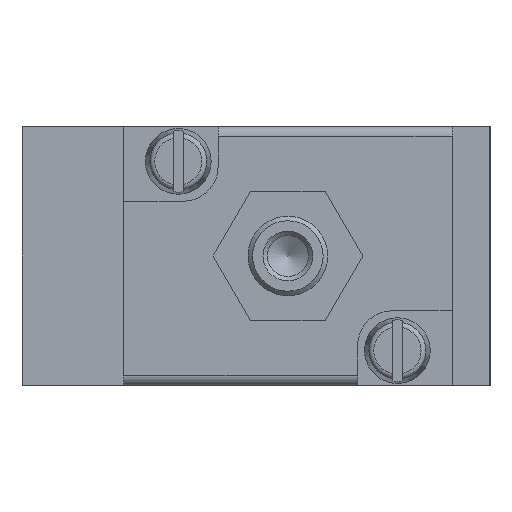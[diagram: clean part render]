
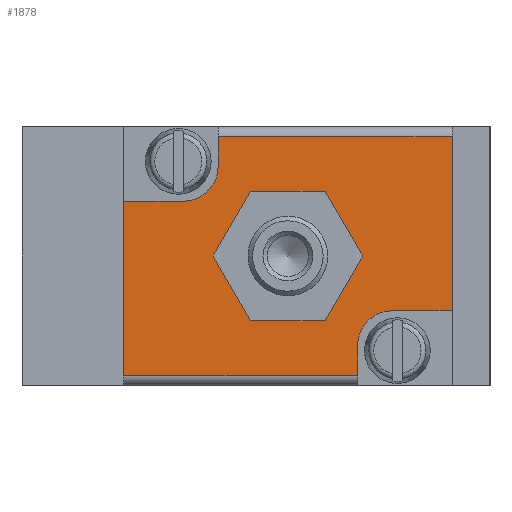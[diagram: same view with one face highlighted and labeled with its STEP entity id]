
A CAD part, left-side view. The second image highlights one B-rep face of the part: STEP entity #1878.
In plain terms, the highlighted planar face has unit normal (-1, 0, 0).
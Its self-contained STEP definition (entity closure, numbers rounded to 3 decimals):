
#105=CIRCLE('',#2027,3.5);
#106=CIRCLE('',#2028,3.5);
#220=ORIENTED_EDGE('',*,*,#726,.F.);
#221=ORIENTED_EDGE('',*,*,#727,.F.);
#222=ORIENTED_EDGE('',*,*,#728,.F.);
#223=ORIENTED_EDGE('',*,*,#729,.F.);
#224=ORIENTED_EDGE('',*,*,#730,.T.);
#225=ORIENTED_EDGE('',*,*,#731,.F.);
#226=ORIENTED_EDGE('',*,*,#732,.F.);
#227=ORIENTED_EDGE('',*,*,#733,.F.);
#228=ORIENTED_EDGE('',*,*,#734,.T.);
#229=ORIENTED_EDGE('',*,*,#735,.F.);
#230=ORIENTED_EDGE('',*,*,#736,.F.);
#231=ORIENTED_EDGE('',*,*,#737,.F.);
#232=ORIENTED_EDGE('',*,*,#738,.F.);
#233=ORIENTED_EDGE('',*,*,#739,.F.);
#234=ORIENTED_EDGE('',*,*,#740,.F.);
#235=ORIENTED_EDGE('',*,*,#741,.F.);
#726=EDGE_CURVE('',#975,#976,#1140,.T.);
#727=EDGE_CURVE('',#977,#975,#105,.F.);
#728=EDGE_CURVE('',#978,#977,#1141,.T.);
#729=EDGE_CURVE('',#979,#978,#1142,.T.);
#730=EDGE_CURVE('',#979,#980,#1143,.T.);
#731=EDGE_CURVE('',#981,#980,#1144,.T.);
#732=EDGE_CURVE('',#982,#981,#106,.F.);
#733=EDGE_CURVE('',#983,#982,#1145,.T.);
#734=EDGE_CURVE('',#983,#984,#1146,.T.);
#735=EDGE_CURVE('',#976,#984,#1147,.T.);
#736=EDGE_CURVE('',#985,#986,#1148,.T.);
#737=EDGE_CURVE('',#987,#985,#1149,.T.);
#738=EDGE_CURVE('',#988,#987,#1150,.T.);
#739=EDGE_CURVE('',#989,#988,#1151,.T.);
#740=EDGE_CURVE('',#990,#989,#1152,.T.);
#741=EDGE_CURVE('',#986,#990,#1153,.T.);
#975=VERTEX_POINT('',#2900);
#976=VERTEX_POINT('',#2901);
#977=VERTEX_POINT('',#2903);
#978=VERTEX_POINT('',#2905);
#979=VERTEX_POINT('',#2907);
#980=VERTEX_POINT('',#2909);
#981=VERTEX_POINT('',#2911);
#982=VERTEX_POINT('',#2913);
#983=VERTEX_POINT('',#2915);
#984=VERTEX_POINT('',#2917);
#985=VERTEX_POINT('',#2920);
#986=VERTEX_POINT('',#2921);
#987=VERTEX_POINT('',#2923);
#988=VERTEX_POINT('',#2925);
#989=VERTEX_POINT('',#2927);
#990=VERTEX_POINT('',#2929);
#1140=LINE('',#2899,#1294);
#1141=LINE('',#2904,#1295);
#1142=LINE('',#2906,#1296);
#1143=LINE('',#2908,#1297);
#1144=LINE('',#2910,#1298);
#1145=LINE('',#2914,#1299);
#1146=LINE('',#2916,#1300);
#1147=LINE('',#2918,#1301);
#1148=LINE('',#2919,#1302);
#1149=LINE('',#2922,#1303);
#1150=LINE('',#2924,#1304);
#1151=LINE('',#2926,#1305);
#1152=LINE('',#2928,#1306);
#1153=LINE('',#2930,#1307);
#1294=VECTOR('',#2265,1000.);
#1295=VECTOR('',#2268,1000.);
#1296=VECTOR('',#2269,1000.);
#1297=VECTOR('',#2270,1000.);
#1298=VECTOR('',#2271,1000.);
#1299=VECTOR('',#2274,1000.);
#1300=VECTOR('',#2275,1000.);
#1301=VECTOR('',#2276,1000.);
#1302=VECTOR('',#2277,1000.);
#1303=VECTOR('',#2278,1000.);
#1304=VECTOR('',#2279,1000.);
#1305=VECTOR('',#2280,1000.);
#1306=VECTOR('',#2281,1000.);
#1307=VECTOR('',#2282,1000.);
#1456=EDGE_LOOP('',(#220,#221,#222,#223,#224,#225,#226,#227,#228,#229));
#1457=EDGE_LOOP('',(#230,#231,#232,#233,#234,#235));
#1632=FACE_BOUND('',#1456,.T.);
#1633=FACE_BOUND('',#1457,.T.);
#1802=PLANE('',#2026);
#1878=ADVANCED_FACE('',(#1632,#1633),#1802,.F.);
#2026=AXIS2_PLACEMENT_3D('',#2898,#2263,#2264);
#2027=AXIS2_PLACEMENT_3D('',#2902,#2266,#2267);
#2028=AXIS2_PLACEMENT_3D('',#2912,#2272,#2273);
#2263=DIRECTION('',(1.,0.,0.));
#2264=DIRECTION('',(0.,0.,-1.));
#2265=DIRECTION('',(0.,0.,1.));
#2266=DIRECTION('',(1.,0.,0.));
#2267=DIRECTION('',(0.,0.,-1.));
#2268=DIRECTION('',(0.,-1.,0.));
#2269=DIRECTION('',(0.,0.,1.));
#2270=DIRECTION('',(0.,-1.,0.));
#2271=DIRECTION('',(0.,0.,-1.));
#2272=DIRECTION('',(1.,0.,0.));
#2273=DIRECTION('',(0.,0.,-1.));
#2274=DIRECTION('',(0.,1.,0.));
#2275=DIRECTION('',(0.,0.,1.));
#2276=DIRECTION('',(0.,-1.,0.));
#2277=DIRECTION('',(0.,1.,0.));
#2278=DIRECTION('',(0.,0.5,0.866));
#2279=DIRECTION('',(0.,-0.5,0.866));
#2280=DIRECTION('',(0.,-1.,0.));
#2281=DIRECTION('',(0.,-0.5,-0.866));
#2282=DIRECTION('',(0.,0.5,-0.866));
#2898=CARTESIAN_POINT('',(-63.,36.8,-12.));
#2899=CARTESIAN_POINT('',(-63.,27.3,-12.));
#2900=CARTESIAN_POINT('',(-63.,27.3,9.));
#2901=CARTESIAN_POINT('',(-63.,27.3,12.));
#2902=CARTESIAN_POINT('',(-63.,30.8,9.));
#2903=CARTESIAN_POINT('',(-63.,30.8,5.5));
#2904=CARTESIAN_POINT('',(-63.,36.8,5.5));
#2905=CARTESIAN_POINT('',(-63.,36.8,5.5));
#2906=CARTESIAN_POINT('',(-63.,36.8,-12.));
#2907=CARTESIAN_POINT('',(-63.,36.8,-12.));
#2908=CARTESIAN_POINT('',(-63.,36.8,-12.));
#2909=CARTESIAN_POINT('',(-63.,13.3,-12.));
#2910=CARTESIAN_POINT('',(-63.,13.3,-12.));
#2911=CARTESIAN_POINT('',(-63.,13.3,-9.));
#2912=CARTESIAN_POINT('',(-63.,9.8,-9.));
#2913=CARTESIAN_POINT('',(-63.,9.8,-5.5));
#2914=CARTESIAN_POINT('',(-63.,36.8,-5.5));
#2915=CARTESIAN_POINT('',(-63.,3.8,-5.5));
#2916=CARTESIAN_POINT('',(-63.,3.8,-12.));
#2917=CARTESIAN_POINT('',(-63.,3.8,12.));
#2918=CARTESIAN_POINT('',(-63.,36.8,12.));
#2919=CARTESIAN_POINT('',(-63.,36.8,6.5));
#2920=CARTESIAN_POINT('',(-63.,16.547,6.5));
#2921=CARTESIAN_POINT('',(-63.,24.053,6.5));
#2922=CARTESIAN_POINT('',(-63.,13.6,1.395));
#2923=CARTESIAN_POINT('',(-63.,12.794,0.));
#2924=CARTESIAN_POINT('',(-63.,23.992,-19.395));
#2925=CARTESIAN_POINT('',(-63.,16.547,-6.5));
#2926=CARTESIAN_POINT('',(-63.,36.8,-6.5));
#2927=CARTESIAN_POINT('',(-63.,24.053,-6.5));
#2928=CARTESIAN_POINT('',(-63.,24.858,-5.105));
#2929=CARTESIAN_POINT('',(-63.,27.806,0.));
#2930=CARTESIAN_POINT('',(-63.,35.25,-12.895));
